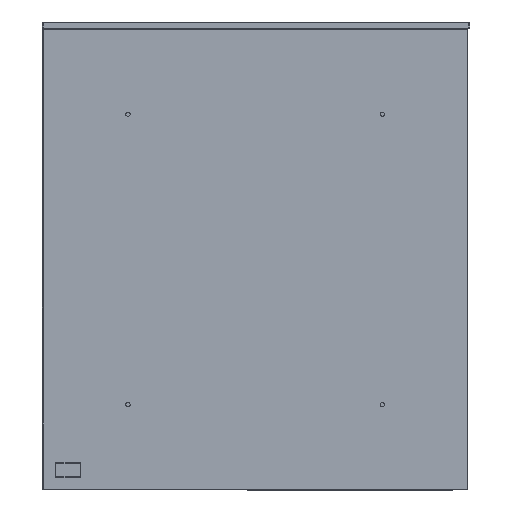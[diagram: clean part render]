
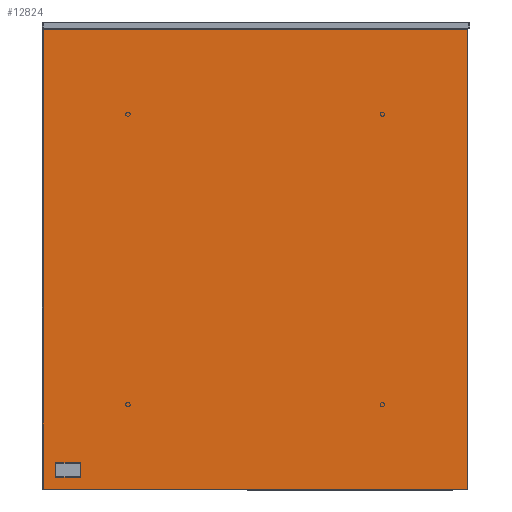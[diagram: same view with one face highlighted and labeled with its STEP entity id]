
A CAD part, left-side view. The second image highlights one B-rep face of the part: STEP entity #12824.
In plain terms, the highlighted planar face has unit normal (-1, 0, 0).
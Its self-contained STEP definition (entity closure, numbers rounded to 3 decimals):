
#12562=CARTESIAN_POINT('',(-1420.943,3185.176,1.131));
#12563=VERTEX_POINT('',#12562);
#12564=CARTESIAN_POINT('',(-1420.943,3185.176,538.869));
#12565=VERTEX_POINT('',#12564);
#12566=CARTESIAN_POINT('',(-1420.943,3185.176,1.131));
#12567=DIRECTION('',(0.0,0.0,1.0));
#12568=VECTOR('',#12567,537.737);
#12569=LINE('',#12566,#12568);
#12570=EDGE_CURVE('',#12563,#12565,#12569,.T.);
#12593=CARTESIAN_POINT('',(-1420.943,3184.845,539.2));
#12594=VERTEX_POINT('',#12593);
#12595=CARTESIAN_POINT('',(-1420.943,3185.176,538.869));
#12596=DIRECTION('',(0.0,-0.707,0.707));
#12597=VECTOR('',#12596,0.469);
#12598=LINE('',#12595,#12597);
#12599=EDGE_CURVE('',#12565,#12594,#12598,.T.);
#12617=CARTESIAN_POINT('',(-1420.943,2689.107,539.2));
#12618=VERTEX_POINT('',#12617);
#12619=CARTESIAN_POINT('',(-1420.943,3184.845,539.2));
#12620=DIRECTION('',(0.0,-1.0,0.0));
#12621=VECTOR('',#12620,495.737);
#12622=LINE('',#12619,#12621);
#12623=EDGE_CURVE('',#12594,#12618,#12622,.T.);
#12650=CARTESIAN_POINT('',(-1420.943,2688.776,538.869));
#12651=VERTEX_POINT('',#12650);
#12652=CARTESIAN_POINT('',(-1420.943,2689.107,539.2));
#12653=DIRECTION('',(0.0,-0.707,-0.707));
#12654=VECTOR('',#12653,0.469);
#12655=LINE('',#12652,#12654);
#12656=EDGE_CURVE('',#12618,#12651,#12655,.T.);
#12681=CARTESIAN_POINT('',(-1420.943,2688.776,1.131));
#12682=VERTEX_POINT('',#12681);
#12683=CARTESIAN_POINT('',(-1420.943,2688.776,538.869));
#12684=DIRECTION('',(0.0,0.0,-1.0));
#12685=VECTOR('',#12684,537.737);
#12686=LINE('',#12683,#12685);
#12687=EDGE_CURVE('',#12651,#12682,#12686,.T.);
#12712=CARTESIAN_POINT('',(-1420.943,2689.107,0.8));
#12713=VERTEX_POINT('',#12712);
#12714=CARTESIAN_POINT('',(-1420.943,2688.776,1.131));
#12715=DIRECTION('',(0.0,0.707,-0.707));
#12716=VECTOR('',#12715,0.469);
#12717=LINE('',#12714,#12716);
#12718=EDGE_CURVE('',#12682,#12713,#12717,.T.);
#12741=CARTESIAN_POINT('',(-1420.943,3184.845,0.8));
#12742=VERTEX_POINT('',#12741);
#12743=CARTESIAN_POINT('',(-1420.943,2689.107,0.8));
#12744=DIRECTION('',(0.0,1.0,0.0));
#12745=VECTOR('',#12744,495.737);
#12746=LINE('',#12743,#12745);
#12747=EDGE_CURVE('',#12713,#12742,#12746,.T.);
#12765=CARTESIAN_POINT('',(-1420.943,3184.845,0.8));
#12766=DIRECTION('',(0.0,0.707,0.707));
#12767=VECTOR('',#12766,0.469);
#12768=LINE('',#12765,#12767);
#12769=EDGE_CURVE('',#12742,#12563,#12768,.T.);
#12809=CARTESIAN_POINT('',(-1420.943,2936.976,0.799));
#12810=DIRECTION('',(-1.0,0.0,0.0));
#12811=DIRECTION('',(0.0,0.0,1.0));
#12812=AXIS2_PLACEMENT_3D('',#12809,#12810,#12811);
#12813=PLANE('',#12812);
#12814=ORIENTED_EDGE('',*,*,#12570,.F.);
#12815=ORIENTED_EDGE('',*,*,#12769,.F.);
#12816=ORIENTED_EDGE('',*,*,#12747,.F.);
#12817=ORIENTED_EDGE('',*,*,#12718,.F.);
#12818=ORIENTED_EDGE('',*,*,#12687,.F.);
#12819=ORIENTED_EDGE('',*,*,#12656,.F.);
#12820=ORIENTED_EDGE('',*,*,#12623,.F.);
#12821=ORIENTED_EDGE('',*,*,#12599,.F.);
#12822=EDGE_LOOP('',(#12814,#12815,#12816,#12817,#12818,#12819,#12820,#12821));
#12823=FACE_OUTER_BOUND('',#12822,.T.);
#12824=ADVANCED_FACE('',(#12823),#12813,.T.);
